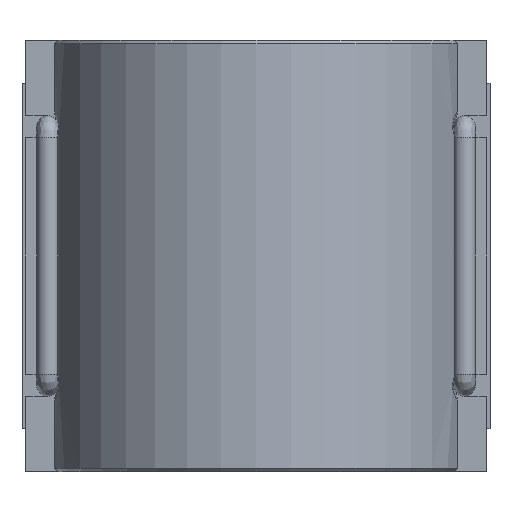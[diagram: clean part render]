
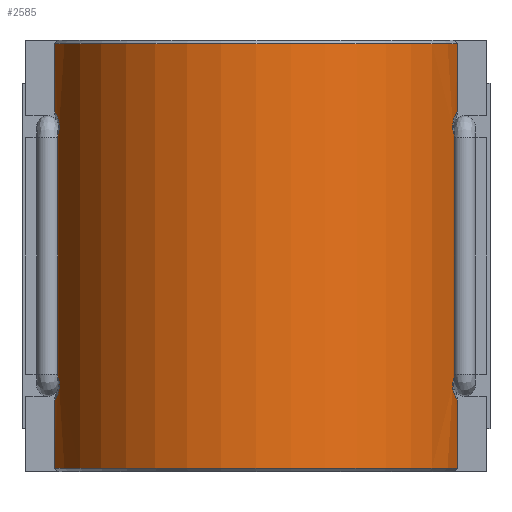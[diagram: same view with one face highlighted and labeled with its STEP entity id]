
A CAD part, front view. The second image highlights one B-rep face of the part: STEP entity #2585.
In plain terms, the highlighted cylindrical face has radius 56.25 mm (diameter 112.5 mm), a partial arc.
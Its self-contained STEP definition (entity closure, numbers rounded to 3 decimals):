
#82=CYLINDRICAL_SURFACE('',#2781,56.25);
#184=B_SPLINE_CURVE_WITH_KNOTS('',3,(#4689,#4690,#4691,#4692,#4693,#4694,
#4695,#4696),.UNSPECIFIED.,.F.,.F.,(4,1,1,1,1,4),(-1.729,-1.461,
-1.194,-1.06,-0.926,-0.793),
 .UNSPECIFIED.);
#191=B_SPLINE_CURVE_WITH_KNOTS('',3,(#4791,#4792,#4793,#4794,#4795,#4796,
#4797,#4798,#4799),.UNSPECIFIED.,.F.,.F.,(4,1,1,1,1,1,4),(-1.312,
-1.178,-1.044,-0.91,-0.776,
-0.509,-0.375),.UNSPECIFIED.);
#194=B_SPLINE_CURVE_WITH_KNOTS('',3,(#4885,#4886,#4887,#4888,#4889,#4890),
 .UNSPECIFIED.,.F.,.F.,(4,2,4),(0.,0.076,0.079),
 .UNSPECIFIED.);
#195=B_SPLINE_CURVE_WITH_KNOTS('',3,(#4925,#4926,#4927,#4928,#4929,#4930),
 .UNSPECIFIED.,.F.,.F.,(4,2,4),(0.656,0.659,0.734),
 .UNSPECIFIED.);
#197=B_SPLINE_CURVE_WITH_KNOTS('',3,(#4996,#4997,#4998,#4999,#5000,#5001,
#5002,#5003),.UNSPECIFIED.,.F.,.F.,(4,1,1,1,1,4),(-1.312,-1.178,
-1.044,-0.91,-0.643,-0.375),
 .UNSPECIFIED.);
#198=B_SPLINE_CURVE_WITH_KNOTS('',3,(#5005,#5006,#5007,#5008,#5009,#5010),
 .UNSPECIFIED.,.F.,.F.,(4,2,4),(0.656,0.659,0.734),
 .UNSPECIFIED.);
#199=B_SPLINE_CURVE_WITH_KNOTS('',3,(#5014,#5015,#5016,#5017,#5018,#5019),
 .UNSPECIFIED.,.F.,.F.,(4,2,4),(0.,0.076,0.079),
 .UNSPECIFIED.);
#200=B_SPLINE_CURVE_WITH_KNOTS('',3,(#5021,#5022,#5023,#5024,#5025,#5026,
#5027,#5028,#5029),.UNSPECIFIED.,.F.,.F.,(4,1,1,1,1,1,4),(-1.729,
-1.461,-1.327,-1.193,-1.06,
-0.926,-0.792),.UNSPECIFIED.);
#286=FACE_OUTER_BOUND('',#468,.T.);
#468=EDGE_LOOP('',(#2030,#2031,#2032,#2033,#2034,#2035,#2036,#2037,#2038,
#2039,#2040,#2041,#2042,#2043,#2044,#2045));
#688=LINE('',#4899,#887);
#694=LINE('',#4990,#893);
#695=LINE('',#4994,#894);
#696=LINE('',#5012,#895);
#697=LINE('',#5031,#896);
#698=LINE('',#5034,#897);
#887=VECTOR('',#3187,64.8);
#893=VECTOR('',#3239,18.624);
#894=VECTOR('',#3242,18.624);
#895=VECTOR('',#3243,64.8);
#896=VECTOR('',#3244,18.624);
#897=VECTOR('',#3247,18.624);
#1022=CIRCLE('',#2782,56.25);
#1023=CIRCLE('',#2783,56.25);
#1185=VERTEX_POINT('',#4680);
#1186=VERTEX_POINT('',#4688);
#1190=VERTEX_POINT('',#4764);
#1192=VERTEX_POINT('',#4782);
#1203=VERTEX_POINT('',#4884);
#1206=VERTEX_POINT('',#4898);
#1220=VERTEX_POINT('',#4989);
#1221=VERTEX_POINT('',#4991);
#1222=VERTEX_POINT('',#4993);
#1223=VERTEX_POINT('',#4995);
#1224=VERTEX_POINT('',#5004);
#1225=VERTEX_POINT('',#5011);
#1226=VERTEX_POINT('',#5013);
#1227=VERTEX_POINT('',#5020);
#1228=VERTEX_POINT('',#5030);
#1229=VERTEX_POINT('',#5032);
#1475=EDGE_CURVE('',#1185,#1186,#184,.T.);
#1483=EDGE_CURVE('',#1192,#1190,#191,.T.);
#1501=EDGE_CURVE('',#1203,#1186,#194,.T.);
#1506=EDGE_CURVE('',#1206,#1203,#688,.T.);
#1510=EDGE_CURVE('',#1192,#1206,#195,.T.);
#1527=EDGE_CURVE('',#1220,#1185,#694,.T.);
#1528=EDGE_CURVE('',#1221,#1220,#1022,.T.);
#1529=EDGE_CURVE('',#1221,#1222,#695,.T.);
#1530=EDGE_CURVE('',#1223,#1222,#197,.T.);
#1531=EDGE_CURVE('',#1223,#1224,#198,.T.);
#1532=EDGE_CURVE('',#1224,#1225,#696,.T.);
#1533=EDGE_CURVE('',#1225,#1226,#199,.T.);
#1534=EDGE_CURVE('',#1227,#1226,#200,.T.);
#1535=EDGE_CURVE('',#1227,#1228,#697,.T.);
#1536=EDGE_CURVE('',#1229,#1228,#1023,.T.);
#1537=EDGE_CURVE('',#1190,#1229,#698,.T.);
#2030=ORIENTED_EDGE('',*,*,#1475,.F.);
#2031=ORIENTED_EDGE('',*,*,#1527,.F.);
#2032=ORIENTED_EDGE('',*,*,#1528,.F.);
#2033=ORIENTED_EDGE('',*,*,#1529,.T.);
#2034=ORIENTED_EDGE('',*,*,#1530,.F.);
#2035=ORIENTED_EDGE('',*,*,#1531,.T.);
#2036=ORIENTED_EDGE('',*,*,#1532,.T.);
#2037=ORIENTED_EDGE('',*,*,#1533,.T.);
#2038=ORIENTED_EDGE('',*,*,#1534,.F.);
#2039=ORIENTED_EDGE('',*,*,#1535,.T.);
#2040=ORIENTED_EDGE('',*,*,#1536,.F.);
#2041=ORIENTED_EDGE('',*,*,#1537,.F.);
#2042=ORIENTED_EDGE('',*,*,#1483,.F.);
#2043=ORIENTED_EDGE('',*,*,#1510,.T.);
#2044=ORIENTED_EDGE('',*,*,#1506,.T.);
#2045=ORIENTED_EDGE('',*,*,#1501,.T.);
#2585=ADVANCED_FACE('',(#286),#82,.T.);
#2781=AXIS2_PLACEMENT_3D('',#4988,#3237,#3238);
#2782=AXIS2_PLACEMENT_3D('',#4992,#3240,#3241);
#2783=AXIS2_PLACEMENT_3D('',#5033,#3245,#3246);
#3187=DIRECTION('',(0.,0.,-1.));
#3237=DIRECTION('center_axis',(0.,0.,1.));
#3238=DIRECTION('ref_axis',(1.,0.,0.));
#3239=DIRECTION('',(0.,0.,1.));
#3240=DIRECTION('center_axis',(0.,0.,-1.));
#3241=DIRECTION('ref_axis',(1.,0.,0.));
#3242=DIRECTION('',(0.,0.,1.));
#3243=DIRECTION('',(0.,0.,1.));
#3244=DIRECTION('',(0.,0.,1.));
#3245=DIRECTION('center_axis',(0.,0.,1.));
#3246=DIRECTION('ref_axis',(1.,0.,0.));
#3247=DIRECTION('',(0.,0.,1.));
#4680=CARTESIAN_POINT('',(-55.114,-11.25,-39.476));
#4688=CARTESIAN_POINT('',(-54.168,-15.162,-33.185));
#4689=CARTESIAN_POINT('Ctrl Pts',(-55.114,-11.25,-39.476));
#4690=CARTESIAN_POINT('Ctrl Pts',(-54.928,-12.158,-39.213));
#4691=CARTESIAN_POINT('Ctrl Pts',(-54.527,-13.905,-38.564));
#4692=CARTESIAN_POINT('Ctrl Pts',(-53.97,-15.868,-37.227));
#4693=CARTESIAN_POINT('Ctrl Pts',(-53.756,-16.563,-35.483));
#4694=CARTESIAN_POINT('Ctrl Pts',(-53.885,-16.146,-34.141));
#4695=CARTESIAN_POINT('Ctrl Pts',(-54.07,-15.514,-33.478));
#4696=CARTESIAN_POINT('Ctrl Pts',(-54.168,-15.162,-33.185));
#4764=CARTESIAN_POINT('',(-55.114,-11.25,39.476));
#4782=CARTESIAN_POINT('',(-54.168,-15.162,33.185));
#4791=CARTESIAN_POINT('Ctrl Pts',(-54.168,-15.162,33.185));
#4792=CARTESIAN_POINT('Ctrl Pts',(-54.07,-15.514,33.478));
#4793=CARTESIAN_POINT('Ctrl Pts',(-53.883,-16.151,34.142));
#4794=CARTESIAN_POINT('Ctrl Pts',(-53.757,-16.56,35.484));
#4795=CARTESIAN_POINT('Ctrl Pts',(-53.912,-16.054,36.79));
#4796=CARTESIAN_POINT('Ctrl Pts',(-54.296,-14.733,38.074));
#4797=CARTESIAN_POINT('Ctrl Pts',(-54.731,-13.04,38.902));
#4798=CARTESIAN_POINT('Ctrl Pts',(-55.021,-11.704,39.345));
#4799=CARTESIAN_POINT('Ctrl Pts',(-55.114,-11.25,39.476));
#4884=CARTESIAN_POINT('',(-54.156,-15.205,-32.4));
#4885=CARTESIAN_POINT('Ctrl Pts',(-54.156,-15.205,-32.4));
#4886=CARTESIAN_POINT('Ctrl Pts',(-54.156,-15.205,-32.653));
#4887=CARTESIAN_POINT('Ctrl Pts',(-54.16,-15.192,-32.906));
#4888=CARTESIAN_POINT('Ctrl Pts',(-54.167,-15.164,-33.166));
#4889=CARTESIAN_POINT('Ctrl Pts',(-54.168,-15.163,-33.176));
#4890=CARTESIAN_POINT('Ctrl Pts',(-54.168,-15.162,-33.185));
#4898=CARTESIAN_POINT('',(-54.156,-15.205,32.4));
#4899=CARTESIAN_POINT('',(-54.156,-15.205,32.4));
#4925=CARTESIAN_POINT('Ctrl Pts',(-54.168,-15.162,33.185));
#4926=CARTESIAN_POINT('Ctrl Pts',(-54.168,-15.163,33.172));
#4927=CARTESIAN_POINT('Ctrl Pts',(-54.167,-15.165,33.16));
#4928=CARTESIAN_POINT('Ctrl Pts',(-54.16,-15.192,32.899));
#4929=CARTESIAN_POINT('Ctrl Pts',(-54.156,-15.205,32.649));
#4930=CARTESIAN_POINT('Ctrl Pts',(-54.156,-15.205,32.4));
#4988=CARTESIAN_POINT('Origin',(0.,0.,0.));
#4989=CARTESIAN_POINT('',(-55.114,-11.25,-58.1));
#4990=CARTESIAN_POINT('',(-55.114,-11.25,0.));
#4991=CARTESIAN_POINT('',(55.114,-11.25,-58.1));
#4992=CARTESIAN_POINT('Origin',(0.,0.,-58.1));
#4993=CARTESIAN_POINT('',(55.114,-11.25,-39.476));
#4994=CARTESIAN_POINT('',(55.114,-11.25,0.));
#4995=CARTESIAN_POINT('',(54.168,-15.162,-33.185));
#4996=CARTESIAN_POINT('Ctrl Pts',(54.168,-15.162,-33.185));
#4997=CARTESIAN_POINT('Ctrl Pts',(54.07,-15.514,-33.478));
#4998=CARTESIAN_POINT('Ctrl Pts',(53.884,-16.149,-34.138));
#4999=CARTESIAN_POINT('Ctrl Pts',(53.757,-16.56,-35.488));
#5000=CARTESIAN_POINT('Ctrl Pts',(53.97,-15.868,-37.229));
#5001=CARTESIAN_POINT('Ctrl Pts',(54.527,-13.904,-38.567));
#5002=CARTESIAN_POINT('Ctrl Pts',(54.928,-12.158,-39.213));
#5003=CARTESIAN_POINT('Ctrl Pts',(55.114,-11.25,-39.476));
#5004=CARTESIAN_POINT('',(54.156,-15.205,-32.4));
#5005=CARTESIAN_POINT('Ctrl Pts',(54.168,-15.162,-33.185));
#5006=CARTESIAN_POINT('Ctrl Pts',(54.168,-15.163,-33.172));
#5007=CARTESIAN_POINT('Ctrl Pts',(54.167,-15.165,-33.16));
#5008=CARTESIAN_POINT('Ctrl Pts',(54.16,-15.192,-32.899));
#5009=CARTESIAN_POINT('Ctrl Pts',(54.156,-15.205,-32.649));
#5010=CARTESIAN_POINT('Ctrl Pts',(54.156,-15.205,-32.4));
#5011=CARTESIAN_POINT('',(54.156,-15.205,32.4));
#5012=CARTESIAN_POINT('',(54.156,-15.205,32.4));
#5013=CARTESIAN_POINT('',(54.168,-15.162,33.185));
#5014=CARTESIAN_POINT('Ctrl Pts',(54.156,-15.205,32.4));
#5015=CARTESIAN_POINT('Ctrl Pts',(54.156,-15.205,32.653));
#5016=CARTESIAN_POINT('Ctrl Pts',(54.16,-15.192,32.906));
#5017=CARTESIAN_POINT('Ctrl Pts',(54.167,-15.164,33.166));
#5018=CARTESIAN_POINT('Ctrl Pts',(54.168,-15.163,33.176));
#5019=CARTESIAN_POINT('Ctrl Pts',(54.168,-15.162,33.185));
#5020=CARTESIAN_POINT('',(55.114,-11.25,39.476));
#5021=CARTESIAN_POINT('Ctrl Pts',(55.114,-11.25,39.476));
#5022=CARTESIAN_POINT('Ctrl Pts',(54.928,-12.158,39.213));
#5023=CARTESIAN_POINT('Ctrl Pts',(54.62,-13.488,38.731));
#5024=CARTESIAN_POINT('Ctrl Pts',(54.199,-15.067,37.755));
#5025=CARTESIAN_POINT('Ctrl Pts',(53.913,-16.053,36.791));
#5026=CARTESIAN_POINT('Ctrl Pts',(53.756,-16.561,35.485));
#5027=CARTESIAN_POINT('Ctrl Pts',(53.883,-16.151,34.143));
#5028=CARTESIAN_POINT('Ctrl Pts',(54.07,-15.514,33.478));
#5029=CARTESIAN_POINT('Ctrl Pts',(54.168,-15.162,33.185));
#5030=CARTESIAN_POINT('',(55.114,-11.25,58.1));
#5031=CARTESIAN_POINT('',(55.114,-11.25,0.));
#5032=CARTESIAN_POINT('',(-55.114,-11.25,58.1));
#5033=CARTESIAN_POINT('Origin',(0.,0.,58.1));
#5034=CARTESIAN_POINT('',(-55.114,-11.25,0.));
